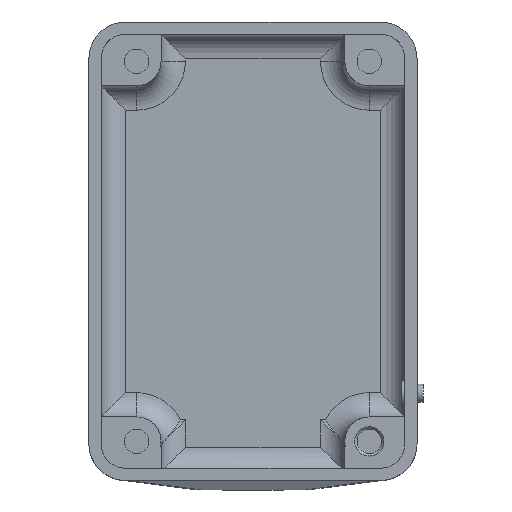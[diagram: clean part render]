
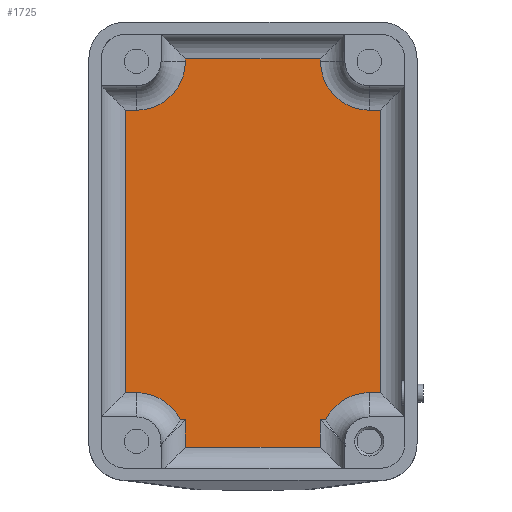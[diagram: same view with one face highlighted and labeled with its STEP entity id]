
A CAD part, top view. The second image highlights one B-rep face of the part: STEP entity #1725.
In plain terms, the highlighted planar face has unit normal (0, 0, 1).
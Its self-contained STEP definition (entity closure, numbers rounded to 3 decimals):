
#83=LINE('',#2561,#240);
#86=LINE('',#2572,#243);
#88=LINE('',#2580,#245);
#89=LINE('',#2584,#246);
#92=LINE('',#2595,#249);
#93=LINE('',#2599,#250);
#96=LINE('',#2621,#253);
#98=LINE('',#2629,#255);
#99=LINE('',#2633,#256);
#101=LINE('',#2644,#258);
#103=LINE('',#2653,#260);
#105=LINE('',#2662,#262);
#107=LINE('',#2685,#264);
#109=LINE('',#2690,#266);
#240=VECTOR('',#2050,4.);
#243=VECTOR('',#2061,10.);
#245=VECTOR('',#2067,10.);
#246=VECTOR('',#2072,10.);
#249=VECTOR('',#2081,10.);
#250=VECTOR('',#2086,10.);
#253=VECTOR('',#2093,10.);
#255=VECTOR('',#2099,10.);
#256=VECTOR('',#2104,10.);
#258=VECTOR('',#2118,10.);
#260=VECTOR('',#2130,10.);
#262=VECTOR('',#2142,10.);
#264=VECTOR('',#2152,10.);
#266=VECTOR('',#2158,10.);
#470=FACE_OUTER_BOUND('',#577,.T.);
#577=EDGE_LOOP('',(#1237,#1238,#1239,#1240,#1241,#1242,#1243,#1244,#1245,
#1246,#1247,#1248,#1249,#1250,#1251,#1252,#1253,#1254));
#681=CIRCLE('',#1863,8.);
#683=CIRCLE('',#1867,8.);
#686=CIRCLE('',#1872,8.);
#688=CIRCLE('',#1876,8.);
#734=VERTEX_POINT('',#2557);
#736=VERTEX_POINT('',#2560);
#740=VERTEX_POINT('',#2570);
#743=VERTEX_POINT('',#2577);
#744=VERTEX_POINT('',#2579);
#745=VERTEX_POINT('',#2583);
#749=VERTEX_POINT('',#2592);
#750=VERTEX_POINT('',#2594);
#751=VERTEX_POINT('',#2598);
#754=VERTEX_POINT('',#2606);
#757=VERTEX_POINT('',#2626);
#758=VERTEX_POINT('',#2628);
#759=VERTEX_POINT('',#2632);
#762=VERTEX_POINT('',#2640);
#764=VERTEX_POINT('',#2648);
#766=VERTEX_POINT('',#2657);
#767=VERTEX_POINT('',#2665);
#769=VERTEX_POINT('',#2684);
#899=EDGE_CURVE('',#734,#736,#83,.T.);
#905=EDGE_CURVE('',#740,#734,#86,.T.);
#908=EDGE_CURVE('',#743,#744,#88,.T.);
#910=EDGE_CURVE('',#744,#745,#89,.T.);
#915=EDGE_CURVE('',#749,#750,#92,.T.);
#917=EDGE_CURVE('',#750,#751,#93,.T.);
#922=EDGE_CURVE('',#754,#740,#96,.T.);
#925=EDGE_CURVE('',#757,#758,#98,.T.);
#927=EDGE_CURVE('',#758,#759,#99,.T.);
#932=EDGE_CURVE('',#762,#754,#681,.T.);
#933=EDGE_CURVE('',#759,#762,#101,.T.);
#936=EDGE_CURVE('',#764,#757,#683,.T.);
#938=EDGE_CURVE('',#751,#764,#103,.T.);
#941=EDGE_CURVE('',#766,#749,#686,.T.);
#943=EDGE_CURVE('',#745,#766,#105,.T.);
#945=EDGE_CURVE('',#767,#743,#688,.T.);
#948=EDGE_CURVE('',#769,#767,#107,.T.);
#951=EDGE_CURVE('',#736,#769,#109,.T.);
#1237=ORIENTED_EDGE('',*,*,#899,.F.);
#1238=ORIENTED_EDGE('',*,*,#905,.F.);
#1239=ORIENTED_EDGE('',*,*,#922,.F.);
#1240=ORIENTED_EDGE('',*,*,#932,.F.);
#1241=ORIENTED_EDGE('',*,*,#933,.F.);
#1242=ORIENTED_EDGE('',*,*,#927,.F.);
#1243=ORIENTED_EDGE('',*,*,#925,.F.);
#1244=ORIENTED_EDGE('',*,*,#936,.F.);
#1245=ORIENTED_EDGE('',*,*,#938,.F.);
#1246=ORIENTED_EDGE('',*,*,#917,.F.);
#1247=ORIENTED_EDGE('',*,*,#915,.F.);
#1248=ORIENTED_EDGE('',*,*,#941,.F.);
#1249=ORIENTED_EDGE('',*,*,#943,.F.);
#1250=ORIENTED_EDGE('',*,*,#910,.F.);
#1251=ORIENTED_EDGE('',*,*,#908,.F.);
#1252=ORIENTED_EDGE('',*,*,#945,.F.);
#1253=ORIENTED_EDGE('',*,*,#948,.F.);
#1254=ORIENTED_EDGE('',*,*,#951,.F.);
#1649=PLANE('',#1882);
#1725=ADVANCED_FACE('',(#470),#1649,.T.);
#1863=AXIS2_PLACEMENT_3D('',#2642,#2114,#2115);
#1867=AXIS2_PLACEMENT_3D('',#2650,#2124,#2125);
#1872=AXIS2_PLACEMENT_3D('',#2659,#2136,#2137);
#1876=AXIS2_PLACEMENT_3D('',#2666,#2146,#2147);
#1882=AXIS2_PLACEMENT_3D('',#2694,#2162,#2163);
#2050=DIRECTION('',(-1.,0.,0.));
#2061=DIRECTION('',(0.,-1.,0.));
#2067=DIRECTION('',(-1.,0.,0.));
#2072=DIRECTION('',(0.,1.,0.));
#2081=DIRECTION('',(0.,1.,0.));
#2086=DIRECTION('',(1.,0.,0.));
#2093=DIRECTION('',(-1.,0.,0.));
#2099=DIRECTION('',(1.,0.,0.));
#2104=DIRECTION('',(0.,-1.,0.));
#2114=DIRECTION('center_axis',(0.,0.,1.));
#2115=DIRECTION('ref_axis',(-0.745,0.667,0.));
#2118=DIRECTION('',(-1.,0.,0.));
#2124=DIRECTION('center_axis',(0.,0.,1.));
#2125=DIRECTION('ref_axis',(-0.707,-0.707,0.));
#2130=DIRECTION('',(0.,-1.,0.));
#2136=DIRECTION('center_axis',(0.,0.,1.));
#2137=DIRECTION('ref_axis',(0.707,-0.707,0.));
#2142=DIRECTION('',(1.,0.,0.));
#2146=DIRECTION('center_axis',(0.,0.,1.));
#2147=DIRECTION('ref_axis',(0.745,0.667,0.));
#2152=DIRECTION('',(-1.,0.,0.));
#2158=DIRECTION('',(0.,1.,0.));
#2162=DIRECTION('center_axis',(0.,0.,1.));
#2163=DIRECTION('ref_axis',(1.,0.,0.));
#2557=CARTESIAN_POINT('',(-15.81,5.464,-18.));
#2560=CARTESIAN_POINT('',(-37.91,5.464,-18.));
#2561=CARTESIAN_POINT('',(-8.,5.464,-18.));
#2570=CARTESIAN_POINT('',(-15.81,9.966,-18.));
#2572=CARTESIAN_POINT('',(-15.81,21.746,-18.));
#2577=CARTESIAN_POINT('',(-45.91,14.41,-18.));
#2579=CARTESIAN_POINT('',(-47.72,14.41,-18.));
#2580=CARTESIAN_POINT('',(-36.385,14.41,-18.));
#2583=CARTESIAN_POINT('',(-47.72,60.64,-18.));
#2584=CARTESIAN_POINT('',(-47.72,21.763,-18.));
#2592=CARTESIAN_POINT('',(-37.91,68.64,-18.));
#2594=CARTESIAN_POINT('',(-37.91,69.05,-18.));
#2595=CARTESIAN_POINT('',(-37.91,53.083,-18.));
#2598=CARTESIAN_POINT('',(-15.81,69.05,-18.));
#2599=CARTESIAN_POINT('',(-37.29,69.05,-18.));
#2606=CARTESIAN_POINT('',(-14.976,9.966,-18.));
#2621=CARTESIAN_POINT('',(-19.323,9.966,-18.));
#2626=CARTESIAN_POINT('',(-7.81,60.64,-18.));
#2628=CARTESIAN_POINT('',(-6.,60.64,-18.));
#2629=CARTESIAN_POINT('',(-17.335,60.64,-18.));
#2632=CARTESIAN_POINT('',(-6.,14.41,-18.));
#2633=CARTESIAN_POINT('',(-6.,53.288,-18.));
#2640=CARTESIAN_POINT('',(-7.81,14.41,-18.));
#2642=CARTESIAN_POINT('Origin',(-7.81,6.41,-18.));
#2644=CARTESIAN_POINT('',(-14.43,14.41,-18.));
#2648=CARTESIAN_POINT('',(-15.81,68.64,-18.));
#2650=CARTESIAN_POINT('Origin',(-7.81,68.64,-18.));
#2653=CARTESIAN_POINT('',(-15.81,55.288,-18.));
#2657=CARTESIAN_POINT('',(-45.91,60.64,-18.));
#2659=CARTESIAN_POINT('Origin',(-45.91,68.64,-18.));
#2662=CARTESIAN_POINT('',(-39.29,60.64,-18.));
#2665=CARTESIAN_POINT('',(-38.744,9.966,-18.));
#2666=CARTESIAN_POINT('Origin',(-45.91,6.41,-18.));
#2684=CARTESIAN_POINT('',(-37.91,9.966,-18.));
#2685=CARTESIAN_POINT('',(-34.385,9.966,-18.));
#2690=CARTESIAN_POINT('',(-37.91,19.763,-18.));
#2694=CARTESIAN_POINT('Origin',(-26.86,37.525,-18.));
